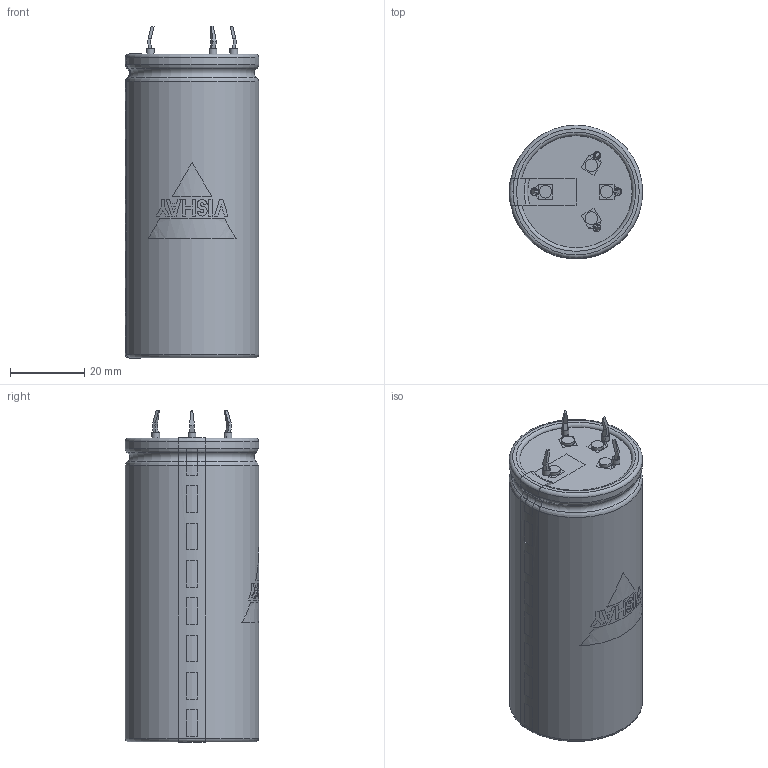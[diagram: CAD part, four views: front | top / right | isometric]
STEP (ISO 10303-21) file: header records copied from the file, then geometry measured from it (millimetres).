
FILE_DESCRIPTION(('FreeCAD Model'),'2;1');
FILE_NAME('SnapIn_4pin6.3_35x80.step', '2018-09-04T11:53:49',('Author'),(''), 'Open CASCADE STEP processor 6.8','FreeCAD','Unknown');
FILE_SCHEMA(('AUTOMOTIVE_DESIGN_CC2 { 1 2 10303 214 -1 1 5 4 }'));
Length unit declared in the file: millimetre
Products named in the file (8): ASSEMBLY; Terminals4T; PCBHoles4T; Disc; BottomInsulation; Can3D; InkMinusBar; InkLogo
Assembly tree (7 placements, depth 2):
  ASSEMBLY
    Terminals4T
    PCBHoles4T
    Disc
    BottomInsulation
    Can3D
    InkMinusBar
    InkLogo
Bounding box: 36.04 x 36.05 x 89.66 mm (x, y, z)
Volume: 93487 mm3; surface area: 25132.7 mm2
Topology: 20 solids, 20 shells, 252 faces, 609 edges, 397 vertices
Faces by surface type: plane 203, cylinder 32, torus 15, cone 2
Full cylindrical faces by diameter (mm): 2 x4, 2.1 x4, 3.4 x4, 28.8 x2, 30.3 x1, 36 x2
Entity records: 23532 total; most frequent: CARTESIAN_POINT 9923, DIRECTION 2096, LINE 1231, VECTOR 1231, ORIENTED_EDGE 1216, PCURVE 1216, DEFINITIONAL_REPRESENTATION 1216, EDGE_CURVE 608
